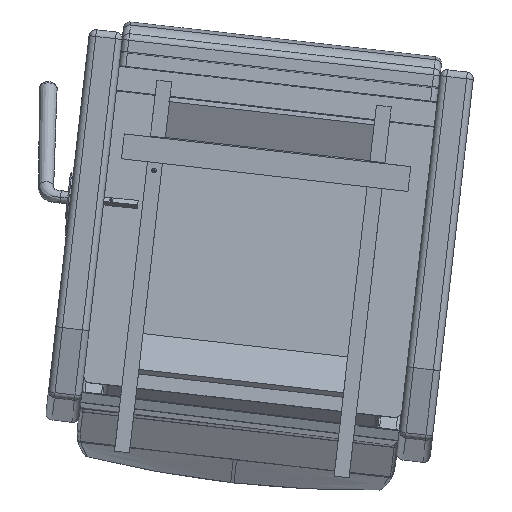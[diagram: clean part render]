
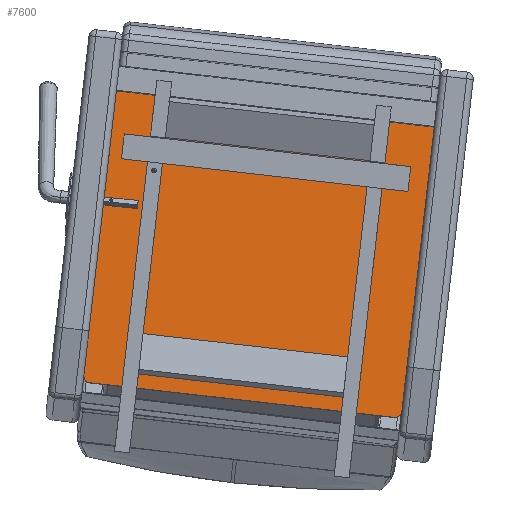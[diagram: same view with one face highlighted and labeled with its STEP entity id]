
A CAD part, front view. The second image highlights one B-rep face of the part: STEP entity #7600.
In plain terms, the highlighted face is planar.
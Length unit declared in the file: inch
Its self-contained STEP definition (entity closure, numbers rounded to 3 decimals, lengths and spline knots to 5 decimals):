
#260=PLANE('',#8486);
#881=LINE('',#24607,#1420);
#898=LINE('',#24718,#1437);
#899=LINE('',#24720,#1438);
#900=LINE('',#24721,#1439);
#1420=VECTOR('',#10090,0.3937);
#1437=VECTOR('',#10185,0.3937);
#1438=VECTOR('',#10186,0.3937);
#1439=VECTOR('',#10187,0.3937);
#2023=FACE_OUTER_BOUND('',#2538,.T.);
#2538=EDGE_LOOP('',(#6167,#6168,#6169,#6170,#6171,#6172));
#3109=CIRCLE('',#8422,0.5);
#3134=CIRCLE('',#8467,0.5);
#3602=VERTEX_POINT('',#24555);
#3603=VERTEX_POINT('',#24557);
#3619=VERTEX_POINT('',#24605);
#3632=VERTEX_POINT('',#24687);
#3639=VERTEX_POINT('',#24717);
#3640=VERTEX_POINT('',#24719);
#4478=EDGE_CURVE('',#3602,#3603,#3109,.T.);
#4503=EDGE_CURVE('',#3602,#3619,#881,.T.);
#4527=EDGE_CURVE('',#3632,#3619,#3134,.T.);
#4541=EDGE_CURVE('',#3639,#3632,#898,.T.);
#4542=EDGE_CURVE('',#3640,#3639,#899,.T.);
#4543=EDGE_CURVE('',#3640,#3603,#900,.T.);
#6167=ORIENTED_EDGE('',*,*,#4478,.F.);
#6168=ORIENTED_EDGE('',*,*,#4503,.T.);
#6169=ORIENTED_EDGE('',*,*,#4527,.F.);
#6170=ORIENTED_EDGE('',*,*,#4541,.F.);
#6171=ORIENTED_EDGE('',*,*,#4542,.F.);
#6172=ORIENTED_EDGE('',*,*,#4543,.T.);
#7600=ADVANCED_FACE('',(#2023),#260,.T.);
#8422=AXIS2_PLACEMENT_3D('',#24558,#10031,#10032);
#8467=AXIS2_PLACEMENT_3D('',#24689,#10143,#10144);
#8486=AXIS2_PLACEMENT_3D('',#24716,#10183,#10184);
#10031=DIRECTION('center_axis',(0.,1.,0.));
#10032=DIRECTION('ref_axis',(-0.707,0.,-0.707));
#10090=DIRECTION('',(1.,0.,0.));
#10143=DIRECTION('center_axis',(0.,1.,0.));
#10144=DIRECTION('ref_axis',(0.707,0.,-0.707));
#10183=DIRECTION('center_axis',(0.,-1.,0.));
#10184=DIRECTION('ref_axis',(0.,0.,-1.));
#10185=DIRECTION('',(0.,0.,-1.));
#10186=DIRECTION('',(1.,0.,0.));
#10187=DIRECTION('',(0.,0.,-1.));
#24555=CARTESIAN_POINT('',(0.5,0.,0.));
#24557=CARTESIAN_POINT('',(0.,0.,0.5));
#24558=CARTESIAN_POINT('Origin',(0.5,0.,0.5));
#24605=CARTESIAN_POINT('',(23.5,0.,0.));
#24607=CARTESIAN_POINT('',(0.,0.,0.));
#24687=CARTESIAN_POINT('',(24.,0.,0.5));
#24689=CARTESIAN_POINT('Origin',(23.5,0.,0.5));
#24716=CARTESIAN_POINT('Origin',(0.,0.,22.));
#24717=CARTESIAN_POINT('',(24.,0.,22.));
#24718=CARTESIAN_POINT('',(24.,0.,22.));
#24719=CARTESIAN_POINT('',(0.,0.,22.));
#24720=CARTESIAN_POINT('',(0.,0.,22.));
#24721=CARTESIAN_POINT('',(0.,0.,22.));
